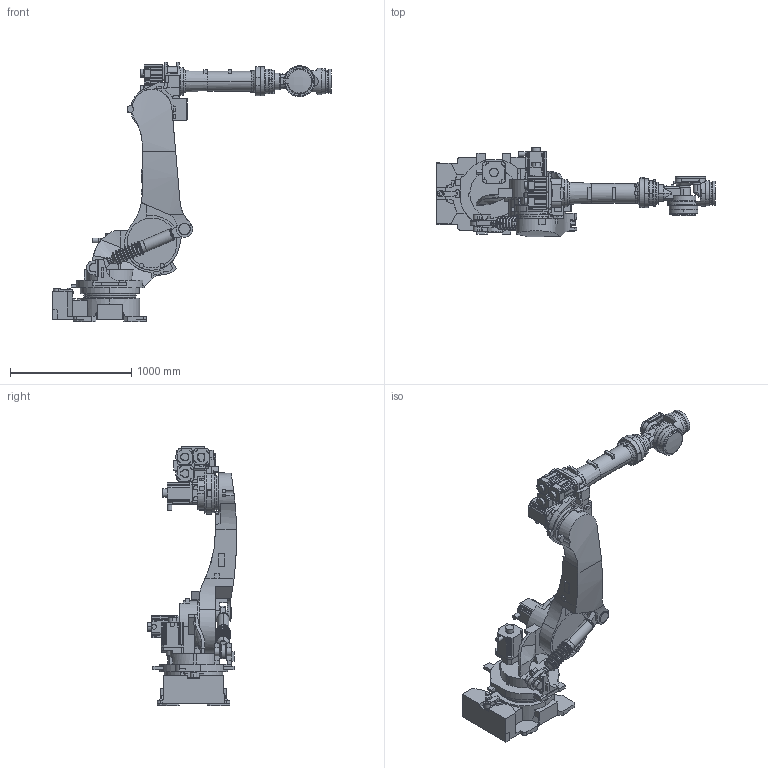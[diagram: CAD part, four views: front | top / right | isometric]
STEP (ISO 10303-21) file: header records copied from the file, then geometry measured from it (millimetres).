
FILE_DESCRIPTION (( 'STEP AP214' ), '1' );
FILE_NAME ('HH300.STEP', '2018-06-12T05:44:52', ( 'Windows 餌辨濠' ), ( 'HRDG' ), 'SwSTEP 2.0', 'SolidWorks 2017', '' );
FILE_SCHEMA (( 'AUTOMOTIVE_DESIGN' ));
Length unit declared in the file: millimetre
Products named in the file (43): HH300_HINGE UPPER FRAME; HH300_SG COVER; HH300_GAS SPRING TUBE; HH300_R1 REDUCER ASSY; HH300_GAS SPRING ASSY ROD; HH300_MI; HH300_BELLOWS; HH300_R1 REDUCER; HH300_BEARING COVER; HH300_WRIST HOLDER; HH300_HINGE LOWER FRAME; HH300_R2 OUTPUR ASSY; HH300_GAS SPRING CYLINDER; HH300_WRIST BODY; HH300_BS JOINT HINGE OUTSIDE TYPE; HH300_A1 ASSY; HH300_BS JOINT HINGE INSIDE TYPE; HH300_V OUTPUT; HH300_S H V MOTOR; HH300_R2 REDUCER; HH300_UPPER FRAME; HH300_V REDUCER; HH300_H REDUCER; HH300_MOTOR; HH300_LOWER FREME; HH300_ARM PIPE; HH300_S1 ASSY; HH300_ARM FRAME; HH300_W1 ASSY; HH300_STOPPER; HH300_A2 ASSY; HH300_B OUTPUT ASSY; HH300_S REDUCER; HH300_BS JOINT FIXER; HH300_B REDUCER ASSY; HH300_BASE BODY; HH300_BS JOINT UPPER SHAFT; HH300_B REDUCER COVER; HH300_BS JOINT SHAFT; HH300_B REDUCER ...
Assembly tree (47 placements, depth 5):
  HH300
    HH300_S1 ASSY
      HH300_BASE BODY
      HH300_S REDUCER
      HH300_STOPPER
    HH300_A2 ASSY
      HH300_LOWER FREME
      HH300_H REDUCER
      HH300_UPPER FRAME
      HH300_S H V MOTOR  x2
      HH300_BS JOINT HINGE INSIDE TYPE
      HH300_BS JOINT HINGE OUTSIDE TYPE
      HH300_GAS SPRING ASSY ROD
        HH300_GAS SPRING CYLINDER
        HH300_HINGE LOWER FRAME
        HH300_BEARING COVER
        HH300_BELLOWS
      HH300_GAS SPRING ASSY TOBE
        HH300_GAS SPRING TUBE
        HH300_HINGE UPPER FRAME
        HH300_BEARING COVER
      HH300_BS JOINT SHAFT
      HH300_BS JOINT UPPER SHAFT
      HH300_BS JOINT FIXER
    HH300_A1 ASSY
      HH300_V OUTPUT
        HH300_ARM FRAME
        HH300_ARM PIPE
        HH300_MOTOR  x3
        HH300_V REDUCER
        HH300_S H V MOTOR
        HH300_R2 REDUCER
    HH300_W1 ASSY
      HH300_R2 OUTPUR ASSY
        HH300_WRIST BODY
      HH300_B OUTPUT ASSY
        HH300_WRIST HOLDER
        HH300_R1 REDUCER ASSY
          HH300_R1 REDUCER
          HH300_MI
        HH300_SG COVER
        HH300_SG COVER GASKET
        HH300_B REDUCER ASSY
          HH300_B REDUCER
          HH300_B REDUCER COVER
Bounding box: 2296.5 x 734 x 2133 mm (x, y, z)
Volume: 317651725.6 mm3; surface area: 11850759.2 mm2
Topology: 43 solids, 44 shells, 2623 faces, 6664 edges, 4270 vertices
Faces by surface type: plane 1305, cylinder 780, bspline 295, cone 243
Entity records: 75701 total; most frequent: CARTESIAN_POINT 23359, DIRECTION 10959, ORIENTED_EDGE 10504, EDGE_CURVE 5252, AXIS2_PLACEMENT_3D 4036, VERTEX_POINT 3336, VECTOR 2887, LINE 2887
